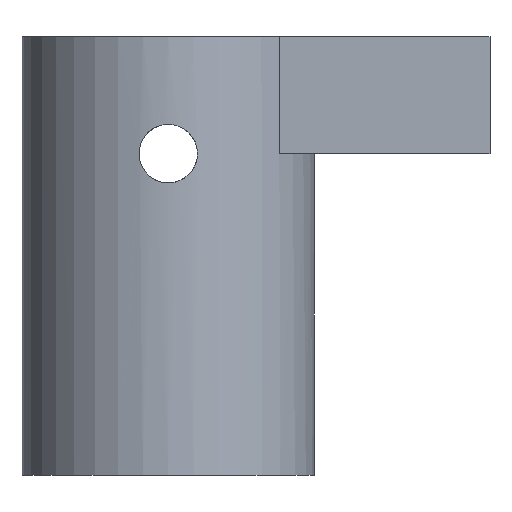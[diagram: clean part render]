
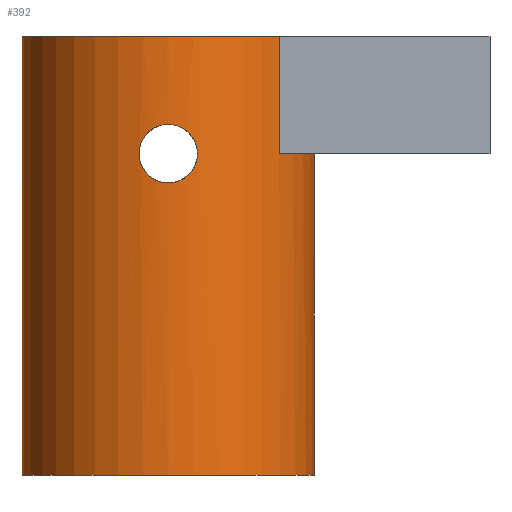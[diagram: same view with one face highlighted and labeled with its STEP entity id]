
A CAD part, left-side view. The second image highlights one B-rep face of the part: STEP entity #392.
In plain terms, the highlighted cylindrical face has radius 10 mm (diameter 20 mm), a full revolution.
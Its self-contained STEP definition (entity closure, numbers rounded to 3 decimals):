
#15=B_SPLINE_CURVE_WITH_KNOTS('',3,(#620,#621,#622,#623,#624,#625,#626,
#627,#628,#629,#630,#631,#632,#633,#634,#635,#636,#637,#638),
 .UNSPECIFIED.,.F.,.F.,(4,2,2,2,3,2,2,2,4),(0.907,0.982,
1.058,1.133,1.209,1.284,1.36,
1.436,1.511),.UNSPECIFIED.);
#16=B_SPLINE_CURVE_WITH_KNOTS('',3,(#640,#641,#642,#643,#644,#645,#646,
#647,#648,#649),.UNSPECIFIED.,.F.,.F.,(4,2,2,2,4),(0.604,0.68,
0.756,0.831,0.907),.UNSPECIFIED.);
#19=B_SPLINE_CURVE_WITH_KNOTS('',3,(#705,#706,#707,#708,#709,#710,#711,
#712,#713,#714),.UNSPECIFIED.,.F.,.F.,(4,2,2,2,4),(0.302,0.378,
0.453,0.529,0.604),.UNSPECIFIED.);
#23=B_SPLINE_CURVE_WITH_KNOTS('',3,(#765,#766,#767,#768,#769,#770,#771,
#772,#773,#774),.UNSPECIFIED.,.F.,.F.,(4,2,2,2,4),(0.302,0.378,
0.453,0.529,0.604),.UNSPECIFIED.);
#24=B_SPLINE_CURVE_WITH_KNOTS('',3,(#776,#777,#778,#779,#780,#781,#782,
#783,#784,#785,#786,#787,#788,#789,#790,#791,#792,#793,#794),
 .UNSPECIFIED.,.F.,.F.,(4,2,2,2,3,2,2,2,4),(0.907,0.982,
1.058,1.133,1.209,1.284,1.36,
1.436,1.511),.UNSPECIFIED.);
#25=B_SPLINE_CURVE_WITH_KNOTS('',3,(#795,#796,#797,#798,#799,#800,#801,
#802,#803,#804),.UNSPECIFIED.,.F.,.F.,(4,2,2,2,4),(0.604,0.68,
0.756,0.831,0.907),.UNSPECIFIED.);
#31=CYLINDRICAL_SURFACE('',#437,10.);
#39=FACE_BOUND('',#95,.T.);
#43=CIRCLE('',#416,10.);
#50=CIRCLE('',#428,10.);
#51=CIRCLE('',#432,10.);
#52=CIRCLE('',#433,10.);
#71=FACE_OUTER_BOUND('',#94,.T.);
#94=EDGE_LOOP('',(#326,#327,#328,#329,#330,#331,#332,#333,#334,#335,#336,
#337,#338));
#95=EDGE_LOOP('',(#339,#340,#341));
#113=LINE('',#591,#142);
#119=LINE('',#605,#148);
#125=LINE('',#820,#154);
#126=LINE('',#821,#155);
#142=VECTOR('',#493,10.);
#148=VECTOR('',#505,10.);
#154=VECTOR('',#527,10.);
#155=VECTOR('',#528,10.);
#170=VERTEX_POINT('',#574);
#173=VERTEX_POINT('',#589);
#174=VERTEX_POINT('',#590);
#177=VERTEX_POINT('',#598);
#179=VERTEX_POINT('',#604);
#181=VERTEX_POINT('',#612);
#183=VERTEX_POINT('',#618);
#184=VERTEX_POINT('',#619);
#185=VERTEX_POINT('',#639);
#192=VERTEX_POINT('',#762);
#193=VERTEX_POINT('',#764);
#194=VERTEX_POINT('',#775);
#210=EDGE_CURVE('',#170,#170,#43,.T.);
#218=EDGE_CURVE('',#173,#174,#113,.T.);
#222=EDGE_CURVE('',#177,#173,#50,.T.);
#225=EDGE_CURVE('',#179,#177,#119,.T.);
#229=EDGE_CURVE('',#179,#181,#51,.T.);
#230=EDGE_CURVE('',#181,#174,#52,.T.);
#232=EDGE_CURVE('',#183,#184,#15,.T.);
#233=EDGE_CURVE('',#185,#183,#16,.T.);
#237=EDGE_CURVE('',#184,#185,#19,.T.);
#242=EDGE_CURVE('',#193,#192,#23,.T.);
#243=EDGE_CURVE('',#194,#193,#24,.T.);
#244=EDGE_CURVE('',#192,#194,#25,.T.);
#246=EDGE_CURVE('',#181,#184,#125,.T.);
#247=EDGE_CURVE('',#183,#170,#126,.T.);
#326=ORIENTED_EDGE('',*,*,#218,.T.);
#327=ORIENTED_EDGE('',*,*,#230,.F.);
#328=ORIENTED_EDGE('',*,*,#246,.T.);
#329=ORIENTED_EDGE('',*,*,#237,.T.);
#330=ORIENTED_EDGE('',*,*,#233,.T.);
#331=ORIENTED_EDGE('',*,*,#247,.T.);
#332=ORIENTED_EDGE('',*,*,#210,.T.);
#333=ORIENTED_EDGE('',*,*,#247,.F.);
#334=ORIENTED_EDGE('',*,*,#232,.T.);
#335=ORIENTED_EDGE('',*,*,#246,.F.);
#336=ORIENTED_EDGE('',*,*,#229,.F.);
#337=ORIENTED_EDGE('',*,*,#225,.T.);
#338=ORIENTED_EDGE('',*,*,#222,.T.);
#339=ORIENTED_EDGE('',*,*,#242,.T.);
#340=ORIENTED_EDGE('',*,*,#244,.T.);
#341=ORIENTED_EDGE('',*,*,#243,.T.);
#392=ADVANCED_FACE('',(#71,#39),#31,.T.);
#416=AXIS2_PLACEMENT_3D('',#575,#470,#471);
#428=AXIS2_PLACEMENT_3D('',#599,#499,#500);
#432=AXIS2_PLACEMENT_3D('',#613,#513,#514);
#433=AXIS2_PLACEMENT_3D('',#614,#515,#516);
#437=AXIS2_PLACEMENT_3D('',#819,#525,#526);
#470=DIRECTION('center_axis',(0.,0.,1.));
#471=DIRECTION('ref_axis',(1.,0.,0.));
#493=DIRECTION('',(0.,0.,1.));
#499=DIRECTION('center_axis',(0.,0.,-1.));
#500=DIRECTION('ref_axis',(1.,0.,0.));
#505=DIRECTION('',(0.,0.,-1.));
#513=DIRECTION('center_axis',(0.,0.,1.));
#514=DIRECTION('ref_axis',(-1.,0.,0.));
#515=DIRECTION('center_axis',(0.,0.,1.));
#516=DIRECTION('ref_axis',(-1.,0.,0.));
#525=DIRECTION('center_axis',(0.,0.,1.));
#526=DIRECTION('ref_axis',(1.,0.,0.));
#527=DIRECTION('',(0.,0.,-1.));
#528=DIRECTION('',(0.,0.,-1.));
#574=CARTESIAN_POINT('',(-10.,0.,0.));
#575=CARTESIAN_POINT('Origin',(0.,0.,0.));
#589=CARTESIAN_POINT('',(-6.5,-7.599,22.));
#590=CARTESIAN_POINT('',(-6.5,-7.599,30.));
#591=CARTESIAN_POINT('',(-6.5,-7.599,0.));
#598=CARTESIAN_POINT('',(6.5,-7.599,22.));
#599=CARTESIAN_POINT('Origin',(0.,0.,22.));
#604=CARTESIAN_POINT('',(6.5,-7.599,30.));
#605=CARTESIAN_POINT('',(6.5,-7.599,0.));
#612=CARTESIAN_POINT('',(-10.,0.,30.));
#613=CARTESIAN_POINT('Origin',(0.,0.,30.));
#614=CARTESIAN_POINT('Origin',(0.,0.,30.));
#618=CARTESIAN_POINT('',(-10.,0.,20.));
#619=CARTESIAN_POINT('',(-10.,0.,24.));
#620=CARTESIAN_POINT('Ctrl Pts',(-10.,0.,20.));
#621=CARTESIAN_POINT('Ctrl Pts',(-10.,0.252,20.));
#622=CARTESIAN_POINT('Ctrl Pts',(-9.99,0.52,20.05));
#623=CARTESIAN_POINT('Ctrl Pts',(-9.952,1.013,20.255));
#624=CARTESIAN_POINT('Ctrl Pts',(-9.925,1.237,20.409));
#625=CARTESIAN_POINT('Ctrl Pts',(-9.874,1.591,20.763));
#626=CARTESIAN_POINT('Ctrl Pts',(-9.847,1.745,20.987));
#627=CARTESIAN_POINT('Ctrl Pts',(-9.809,1.95,21.48));
#628=CARTESIAN_POINT('Ctrl Pts',(-9.798,2.,21.748));
#629=CARTESIAN_POINT('Ctrl Pts',(-9.798,2.,22.));
#630=CARTESIAN_POINT('Ctrl Pts',(-9.798,2.,22.252));
#631=CARTESIAN_POINT('Ctrl Pts',(-9.809,1.95,22.52));
#632=CARTESIAN_POINT('Ctrl Pts',(-9.847,1.745,23.013));
#633=CARTESIAN_POINT('Ctrl Pts',(-9.874,1.591,23.237));
#634=CARTESIAN_POINT('Ctrl Pts',(-9.925,1.237,23.591));
#635=CARTESIAN_POINT('Ctrl Pts',(-9.952,1.013,23.745));
#636=CARTESIAN_POINT('Ctrl Pts',(-9.99,0.52,23.95));
#637=CARTESIAN_POINT('Ctrl Pts',(-10.,0.252,24.));
#638=CARTESIAN_POINT('Ctrl Pts',(-10.,0.,24.));
#639=CARTESIAN_POINT('',(-9.798,-2.,22.));
#640=CARTESIAN_POINT('Ctrl Pts',(-9.798,-2.,22.));
#641=CARTESIAN_POINT('Ctrl Pts',(-9.798,-2.,21.748));
#642=CARTESIAN_POINT('Ctrl Pts',(-9.809,-1.95,21.48));
#643=CARTESIAN_POINT('Ctrl Pts',(-9.847,-1.745,20.987));
#644=CARTESIAN_POINT('Ctrl Pts',(-9.874,-1.591,20.763));
#645=CARTESIAN_POINT('Ctrl Pts',(-9.925,-1.237,20.409));
#646=CARTESIAN_POINT('Ctrl Pts',(-9.952,-1.013,20.255));
#647=CARTESIAN_POINT('Ctrl Pts',(-9.99,-0.52,20.05));
#648=CARTESIAN_POINT('Ctrl Pts',(-10.,-0.252,20.));
#649=CARTESIAN_POINT('Ctrl Pts',(-10.,0.,20.));
#705=CARTESIAN_POINT('Ctrl Pts',(-10.,0.,24.));
#706=CARTESIAN_POINT('Ctrl Pts',(-10.,-0.252,24.));
#707=CARTESIAN_POINT('Ctrl Pts',(-9.99,-0.52,23.95));
#708=CARTESIAN_POINT('Ctrl Pts',(-9.952,-1.013,23.745));
#709=CARTESIAN_POINT('Ctrl Pts',(-9.925,-1.237,23.591));
#710=CARTESIAN_POINT('Ctrl Pts',(-9.874,-1.591,23.237));
#711=CARTESIAN_POINT('Ctrl Pts',(-9.847,-1.745,23.013));
#712=CARTESIAN_POINT('Ctrl Pts',(-9.809,-1.95,22.52));
#713=CARTESIAN_POINT('Ctrl Pts',(-9.798,-2.,22.252));
#714=CARTESIAN_POINT('Ctrl Pts',(-9.798,-2.,22.));
#762=CARTESIAN_POINT('',(9.798,-2.,22.));
#764=CARTESIAN_POINT('',(10.,0.,20.));
#765=CARTESIAN_POINT('Ctrl Pts',(10.,0.,20.));
#766=CARTESIAN_POINT('Ctrl Pts',(10.,-0.252,20.));
#767=CARTESIAN_POINT('Ctrl Pts',(9.99,-0.52,20.05));
#768=CARTESIAN_POINT('Ctrl Pts',(9.952,-1.013,20.255));
#769=CARTESIAN_POINT('Ctrl Pts',(9.925,-1.237,20.409));
#770=CARTESIAN_POINT('Ctrl Pts',(9.874,-1.591,20.763));
#771=CARTESIAN_POINT('Ctrl Pts',(9.847,-1.745,20.987));
#772=CARTESIAN_POINT('Ctrl Pts',(9.809,-1.95,21.48));
#773=CARTESIAN_POINT('Ctrl Pts',(9.798,-2.,21.748));
#774=CARTESIAN_POINT('Ctrl Pts',(9.798,-2.,22.));
#775=CARTESIAN_POINT('',(10.,0.,24.));
#776=CARTESIAN_POINT('Ctrl Pts',(10.,0.,24.));
#777=CARTESIAN_POINT('Ctrl Pts',(10.,0.252,24.));
#778=CARTESIAN_POINT('Ctrl Pts',(9.99,0.52,23.95));
#779=CARTESIAN_POINT('Ctrl Pts',(9.952,1.013,23.745));
#780=CARTESIAN_POINT('Ctrl Pts',(9.925,1.237,23.591));
#781=CARTESIAN_POINT('Ctrl Pts',(9.874,1.591,23.237));
#782=CARTESIAN_POINT('Ctrl Pts',(9.847,1.745,23.013));
#783=CARTESIAN_POINT('Ctrl Pts',(9.809,1.95,22.52));
#784=CARTESIAN_POINT('Ctrl Pts',(9.798,2.,22.252));
#785=CARTESIAN_POINT('Ctrl Pts',(9.798,2.,22.));
#786=CARTESIAN_POINT('Ctrl Pts',(9.798,2.,21.748));
#787=CARTESIAN_POINT('Ctrl Pts',(9.809,1.95,21.48));
#788=CARTESIAN_POINT('Ctrl Pts',(9.847,1.745,20.987));
#789=CARTESIAN_POINT('Ctrl Pts',(9.874,1.591,20.763));
#790=CARTESIAN_POINT('Ctrl Pts',(9.925,1.237,20.409));
#791=CARTESIAN_POINT('Ctrl Pts',(9.952,1.013,20.255));
#792=CARTESIAN_POINT('Ctrl Pts',(9.99,0.52,20.05));
#793=CARTESIAN_POINT('Ctrl Pts',(10.,0.252,20.));
#794=CARTESIAN_POINT('Ctrl Pts',(10.,0.,20.));
#795=CARTESIAN_POINT('Ctrl Pts',(9.798,-2.,22.));
#796=CARTESIAN_POINT('Ctrl Pts',(9.798,-2.,22.252));
#797=CARTESIAN_POINT('Ctrl Pts',(9.809,-1.95,22.52));
#798=CARTESIAN_POINT('Ctrl Pts',(9.847,-1.745,23.013));
#799=CARTESIAN_POINT('Ctrl Pts',(9.874,-1.591,23.237));
#800=CARTESIAN_POINT('Ctrl Pts',(9.925,-1.237,23.591));
#801=CARTESIAN_POINT('Ctrl Pts',(9.952,-1.013,23.745));
#802=CARTESIAN_POINT('Ctrl Pts',(9.99,-0.52,23.95));
#803=CARTESIAN_POINT('Ctrl Pts',(10.,-0.252,24.));
#804=CARTESIAN_POINT('Ctrl Pts',(10.,0.,24.));
#819=CARTESIAN_POINT('Origin',(0.,0.,0.));
#820=CARTESIAN_POINT('',(-10.,0.,0.));
#821=CARTESIAN_POINT('',(-10.,0.,0.));
